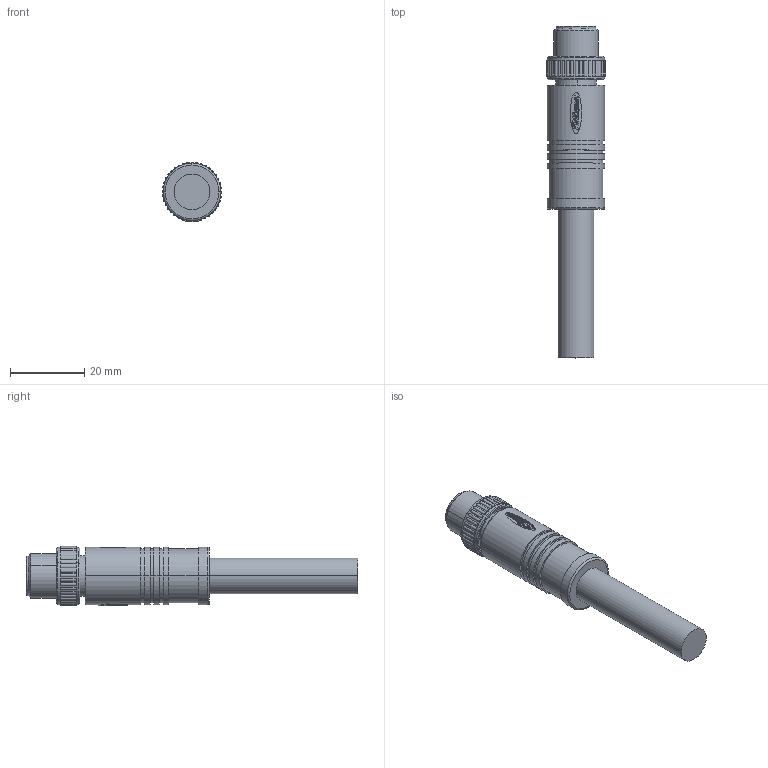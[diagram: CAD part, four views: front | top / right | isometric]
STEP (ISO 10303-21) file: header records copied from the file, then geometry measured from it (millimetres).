
FILE_DESCRIPTION (( 'STEP AP203' ), '1' );
FILE_NAME ('P136.STEP', '2020-05-12T02:08:38', ( 'edpusr' ), ( 'Microsoft' ), 'SwSTEP 2.0', 'SolidWorks 2015', '' );
FILE_SCHEMA (( 'CONFIG_CONTROL_DESIGN' ));
Length unit declared in the file: millimetre
Products named in the file (1): P136
Bounding box: 16 x 89.4 x 16.05 mm (x, y, z)
Volume: 10608 mm3; surface area: 6378.7 mm2
Topology: 1 solids, 3 shells, 640 faces, 1598 edges, 1032 vertices
Faces by surface type: cylinder 315, plane 238, cone 61, torus 22, bspline 4
Entity records: 20857 total; most frequent: CARTESIAN_POINT 5727, ORIENTED_EDGE 3192, DIRECTION 3140, EDGE_CURVE 1596, AXIS2_PLACEMENT_3D 1283, VERTEX_POINT 1032, EDGE_LOOP 724, CIRCLE 646
